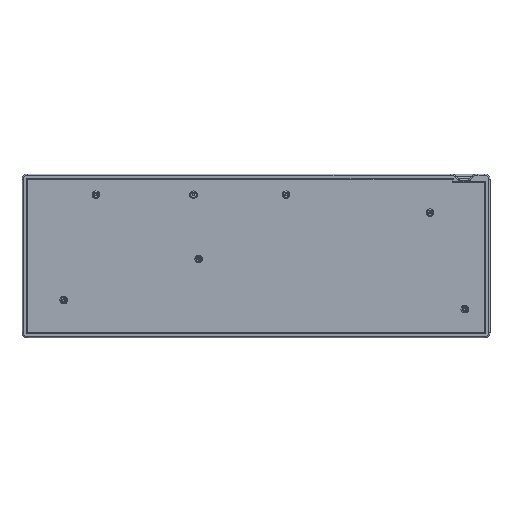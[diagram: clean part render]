
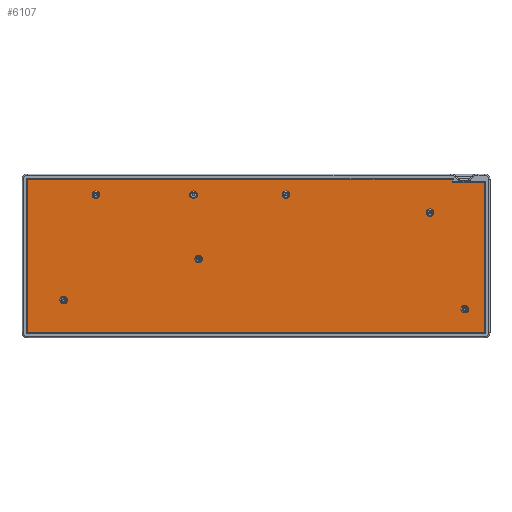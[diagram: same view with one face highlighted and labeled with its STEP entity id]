
A CAD part, top view. The second image highlights one B-rep face of the part: STEP entity #6107.
In plain terms, the highlighted planar face has unit normal (0, 0, 1).
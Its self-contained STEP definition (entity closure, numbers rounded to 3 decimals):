
#41=FACE_BOUND('',#713,.T.);
#42=FACE_BOUND('',#714,.T.);
#43=FACE_BOUND('',#715,.T.);
#44=FACE_BOUND('',#716,.T.);
#45=FACE_BOUND('',#717,.T.);
#46=FACE_BOUND('',#718,.T.);
#47=FACE_BOUND('',#719,.T.);
#96=PLANE('',#6514);
#357=FACE_OUTER_BOUND('',#712,.T.);
#712=EDGE_LOOP('',(#4571,#4572,#4573,#4574,#4575,#4576));
#713=EDGE_LOOP('',(#4577));
#714=EDGE_LOOP('',(#4578));
#715=EDGE_LOOP('',(#4579));
#716=EDGE_LOOP('',(#4580));
#717=EDGE_LOOP('',(#4581));
#718=EDGE_LOOP('',(#4582));
#719=EDGE_LOOP('',(#4583));
#918=CIRCLE('',#6512,3.5);
#920=CIRCLE('',#6515,3.5);
#921=CIRCLE('',#6516,3.5);
#922=CIRCLE('',#6517,3.5);
#923=CIRCLE('',#6518,3.5);
#924=CIRCLE('',#6519,3.5);
#925=CIRCLE('',#6520,3.5);
#1697=LINE('',#15352,#2022);
#1698=LINE('',#15354,#2023);
#1699=LINE('',#15356,#2024);
#1700=LINE('',#15358,#2025);
#1701=LINE('',#15360,#2026);
#1702=LINE('',#15361,#2027);
#2022=VECTOR('',#7506,10.);
#2023=VECTOR('',#7507,10.);
#2024=VECTOR('',#7508,10.);
#2025=VECTOR('',#7509,10.);
#2026=VECTOR('',#7510,10.);
#2027=VECTOR('',#7511,10.);
#2617=VERTEX_POINT('',#15345);
#2618=VERTEX_POINT('',#15350);
#2619=VERTEX_POINT('',#15351);
#2620=VERTEX_POINT('',#15353);
#2621=VERTEX_POINT('',#15355);
#2622=VERTEX_POINT('',#15357);
#2623=VERTEX_POINT('',#15359);
#2624=VERTEX_POINT('',#15362);
#2625=VERTEX_POINT('',#15364);
#2626=VERTEX_POINT('',#15366);
#2627=VERTEX_POINT('',#15368);
#2628=VERTEX_POINT('',#15370);
#2629=VERTEX_POINT('',#15372);
#3423=EDGE_CURVE('',#2617,#2617,#918,.T.);
#3425=EDGE_CURVE('',#2618,#2619,#1697,.T.);
#3426=EDGE_CURVE('',#2619,#2620,#1698,.T.);
#3427=EDGE_CURVE('',#2620,#2621,#1699,.T.);
#3428=EDGE_CURVE('',#2622,#2621,#1700,.T.);
#3429=EDGE_CURVE('',#2623,#2622,#1701,.T.);
#3430=EDGE_CURVE('',#2618,#2623,#1702,.T.);
#3431=EDGE_CURVE('',#2624,#2624,#920,.T.);
#3432=EDGE_CURVE('',#2625,#2625,#921,.T.);
#3433=EDGE_CURVE('',#2626,#2626,#922,.T.);
#3434=EDGE_CURVE('',#2627,#2627,#923,.T.);
#3435=EDGE_CURVE('',#2628,#2628,#924,.T.);
#3436=EDGE_CURVE('',#2629,#2629,#925,.T.);
#4571=ORIENTED_EDGE('',*,*,#3425,.T.);
#4572=ORIENTED_EDGE('',*,*,#3426,.T.);
#4573=ORIENTED_EDGE('',*,*,#3427,.T.);
#4574=ORIENTED_EDGE('',*,*,#3428,.F.);
#4575=ORIENTED_EDGE('',*,*,#3429,.F.);
#4576=ORIENTED_EDGE('',*,*,#3430,.F.);
#4577=ORIENTED_EDGE('',*,*,#3431,.F.);
#4578=ORIENTED_EDGE('',*,*,#3432,.F.);
#4579=ORIENTED_EDGE('',*,*,#3433,.F.);
#4580=ORIENTED_EDGE('',*,*,#3434,.F.);
#4581=ORIENTED_EDGE('',*,*,#3435,.F.);
#4582=ORIENTED_EDGE('',*,*,#3436,.F.);
#4583=ORIENTED_EDGE('',*,*,#3423,.F.);
#6107=ADVANCED_FACE('',(#357,#41,#42,#43,#44,#45,#46,#47),#96,.T.);
#6512=AXIS2_PLACEMENT_3D('',#15347,#7500,#7501);
#6514=AXIS2_PLACEMENT_3D('',#15349,#7504,#7505);
#6515=AXIS2_PLACEMENT_3D('',#15363,#7512,#7513);
#6516=AXIS2_PLACEMENT_3D('',#15365,#7514,#7515);
#6517=AXIS2_PLACEMENT_3D('',#15367,#7516,#7517);
#6518=AXIS2_PLACEMENT_3D('',#15369,#7518,#7519);
#6519=AXIS2_PLACEMENT_3D('',#15371,#7520,#7521);
#6520=AXIS2_PLACEMENT_3D('',#15373,#7522,#7523);
#7500=DIRECTION('center_axis',(0.,0.,1.));
#7501=DIRECTION('ref_axis',(0.,1.,0.));
#7504=DIRECTION('center_axis',(0.,0.,1.));
#7505=DIRECTION('ref_axis',(1.,0.,0.));
#7506=DIRECTION('',(-1.,0.,0.));
#7507=DIRECTION('',(0.,1.,0.));
#7508=DIRECTION('',(-1.,0.,0.));
#7509=DIRECTION('',(0.,1.,0.));
#7510=DIRECTION('',(-1.,0.,0.));
#7511=DIRECTION('',(0.,-1.,0.));
#7512=DIRECTION('center_axis',(0.,0.,1.));
#7513=DIRECTION('ref_axis',(0.,1.,0.));
#7514=DIRECTION('center_axis',(0.,0.,1.));
#7515=DIRECTION('ref_axis',(0.,1.,0.));
#7516=DIRECTION('center_axis',(0.,0.,1.));
#7517=DIRECTION('ref_axis',(0.,1.,0.));
#7518=DIRECTION('center_axis',(0.,0.,1.));
#7519=DIRECTION('ref_axis',(0.,1.,0.));
#7520=DIRECTION('center_axis',(0.,0.,1.));
#7521=DIRECTION('ref_axis',(0.,1.,0.));
#7522=DIRECTION('center_axis',(0.,0.,1.));
#7523=DIRECTION('ref_axis',(0.,1.,0.));
#15345=CARTESIAN_POINT('',(-137.317,10.749,-6.244));
#15347=CARTESIAN_POINT('Origin',(-140.817,10.749,-6.244));
#15349=CARTESIAN_POINT('Origin',(-334.167,61.942,-6.244));
#15350=CARTESIAN_POINT('',(-122.43,128.255,-6.244));
#15351=CARTESIAN_POINT('',(-152.5,128.255,-6.244));
#15352=CARTESIAN_POINT('',(-235.816,128.255,-6.244));
#15353=CARTESIAN_POINT('',(-152.5,130.855,-6.244));
#15354=CARTESIAN_POINT('',(-152.5,96.399,-6.244));
#15355=CARTESIAN_POINT('',(-545.905,130.855,-6.244));
#15356=CARTESIAN_POINT('',(-228.299,130.855,-6.244));
#15357=CARTESIAN_POINT('',(-545.905,-10.97,-6.244));
#15358=CARTESIAN_POINT('',(-545.905,98.399,-6.244));
#15359=CARTESIAN_POINT('',(-122.43,-10.97,-6.244));
#15360=CARTESIAN_POINT('',(-440.036,-10.97,-6.244));
#15361=CARTESIAN_POINT('',(-122.43,25.486,-6.244));
#15362=CARTESIAN_POINT('',(-169.464,100.044,-6.244));
#15363=CARTESIAN_POINT('Origin',(-172.964,100.044,-6.244));
#15364=CARTESIAN_POINT('',(-388.534,116.712,-6.244));
#15365=CARTESIAN_POINT('Origin',(-392.034,116.712,-6.244));
#15366=CARTESIAN_POINT('',(-508.785,19.083,-6.244));
#15367=CARTESIAN_POINT('Origin',(-512.285,19.083,-6.244));
#15368=CARTESIAN_POINT('',(-479.02,116.712,-6.244));
#15369=CARTESIAN_POINT('Origin',(-482.52,116.712,-6.244));
#15370=CARTESIAN_POINT('',(-383.772,57.182,-6.244));
#15371=CARTESIAN_POINT('Origin',(-387.272,57.182,-6.244));
#15372=CARTESIAN_POINT('',(-302.811,116.712,-6.244));
#15373=CARTESIAN_POINT('Origin',(-306.311,116.712,-6.244));
